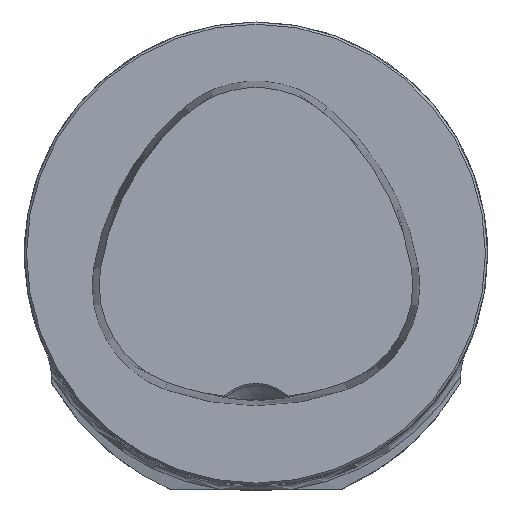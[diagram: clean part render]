
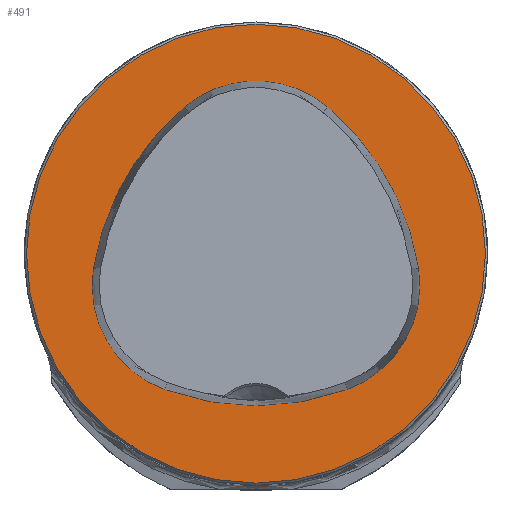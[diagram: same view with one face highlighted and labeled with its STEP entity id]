
A CAD part, top view. The second image highlights one B-rep face of the part: STEP entity #491.
In plain terms, the highlighted planar face has unit normal (0, 0, 1).
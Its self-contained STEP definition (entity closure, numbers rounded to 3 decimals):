
#119=FACE_BOUND('',#698,.T.);
#120=FACE_BOUND('',#699,.T.);
#172=PLANE('',#1993);
#491=ADVANCED_FACE('CU_FL_N1_SU_1',(#119,#120),#172,.T.);
#698=EDGE_LOOP('',(#976,#977,#978,#979,#980,#981));
#699=EDGE_LOOP('',(#982));
#786=CIRCLE('',#1984,36.075);
#788=CIRCLE('',#1987,36.075);
#789=CIRCLE('',#1988,15.075);
#790=CIRCLE('',#1989,36.075);
#791=CIRCLE('',#1990,15.075);
#792=CIRCLE('',#1991,15.075);
#793=CIRCLE('',#1992,31.2);
#976=ORIENTED_EDGE('',*,*,#1657,.F.);
#977=ORIENTED_EDGE('',*,*,#1658,.F.);
#978=ORIENTED_EDGE('',*,*,#1659,.F.);
#979=ORIENTED_EDGE('',*,*,#1660,.F.);
#980=ORIENTED_EDGE('',*,*,#1654,.F.);
#981=ORIENTED_EDGE('',*,*,#1661,.F.);
#982=ORIENTED_EDGE('',*,*,#1662,.T.);
#1449=VERTEX_POINT('',#3120);
#1450=VERTEX_POINT('',#3122);
#1452=VERTEX_POINT('',#3128);
#1453=VERTEX_POINT('',#3129);
#1454=VERTEX_POINT('',#3131);
#1455=VERTEX_POINT('',#3133);
#1456=VERTEX_POINT('',#3137);
#1654=EDGE_CURVE('',#1449,#1450,#786,.T.);
#1657=EDGE_CURVE('',#1452,#1453,#788,.T.);
#1658=EDGE_CURVE('',#1454,#1452,#789,.T.);
#1659=EDGE_CURVE('',#1455,#1454,#790,.T.);
#1660=EDGE_CURVE('',#1450,#1455,#791,.T.);
#1661=EDGE_CURVE('',#1453,#1449,#792,.T.);
#1662=EDGE_CURVE('',#1456,#1456,#793,.T.);
#1984=AXIS2_PLACEMENT_3D('',#3121,#2256,#2257);
#1987=AXIS2_PLACEMENT_3D('',#3127,#2263,#2264);
#1988=AXIS2_PLACEMENT_3D('',#3130,#2265,#2266);
#1989=AXIS2_PLACEMENT_3D('',#3132,#2267,#2268);
#1990=AXIS2_PLACEMENT_3D('',#3134,#2269,#2270);
#1991=AXIS2_PLACEMENT_3D('',#3135,#2271,#2272);
#1992=AXIS2_PLACEMENT_3D('',#3136,#2273,#2274);
#1993=AXIS2_PLACEMENT_3D('',#3138,#2275,#2276);
#2256=DIRECTION('',(0.,0.,1.));
#2257=DIRECTION('',(1.,0.,0.));
#2263=DIRECTION('',(0.,0.,1.));
#2264=DIRECTION('',(1.,0.,0.));
#2265=DIRECTION('',(0.,0.,1.));
#2266=DIRECTION('',(1.,0.,0.));
#2267=DIRECTION('',(0.,0.,1.));
#2268=DIRECTION('',(1.,0.,0.));
#2269=DIRECTION('',(0.,0.,1.));
#2270=DIRECTION('',(1.,0.,0.));
#2271=DIRECTION('',(0.,0.,1.));
#2272=DIRECTION('',(1.,0.,0.));
#2273=DIRECTION('',(0.,0.,1.));
#2274=DIRECTION('',(1.,0.,0.));
#2275=DIRECTION('',(0.,0.,1.));
#2276=DIRECTION('',(1.,0.,0.));
#3120=CARTESIAN_POINT('',(-12.368,-18.489,0.));
#3121=CARTESIAN_POINT('',(0.,15.4,0.));
#3122=CARTESIAN_POINT('',(12.368,-18.489,0.));
#3127=CARTESIAN_POINT('',(13.535,-7.656,0.));
#3128=CARTESIAN_POINT('',(-9.716,19.927,0.));
#3129=CARTESIAN_POINT('',(-22.084,-1.937,0.));
#3130=CARTESIAN_POINT('',(0.,8.4,0.));
#3131=CARTESIAN_POINT('',(9.716,19.927,0.));
#3132=CARTESIAN_POINT('',(-13.535,-7.656,0.));
#3133=CARTESIAN_POINT('',(22.084,-1.937,0.));
#3134=CARTESIAN_POINT('',(7.2,-4.327,0.));
#3135=CARTESIAN_POINT('',(-7.2,-4.327,0.));
#3136=CARTESIAN_POINT('',(0.,0.,0.));
#3137=CARTESIAN_POINT('',(31.2,0.,0.));
#3138=CARTESIAN_POINT('',(0.,0.,0.));
